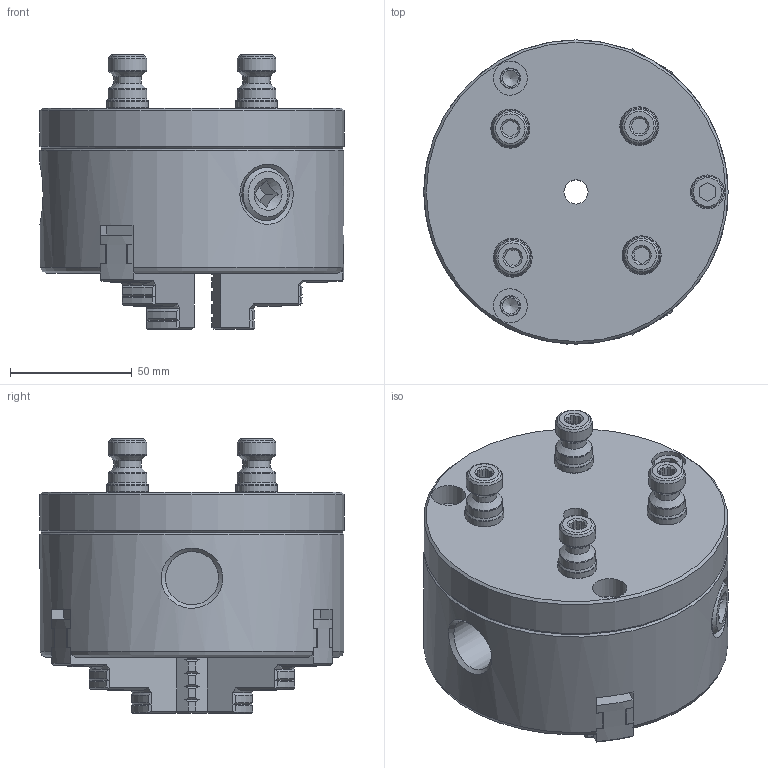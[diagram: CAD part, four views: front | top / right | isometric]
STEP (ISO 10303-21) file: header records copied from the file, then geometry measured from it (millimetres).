
FILE_DESCRIPTION(/* description */ (''),/* implementation_level */ '2;1');
FILE_NAME(/* name */ '',/* time_stamp */ '2025-01-04T18:41:41+08:00',/* author */ (''),/* organization */ (''),/* preprocessor_version */ 'ST-DEVELOPER v11',/* originating_system */ 'SIEMENS PLM Software NX 7.0',/* authorisation */ '');
FILE_SCHEMA (('CONFIG_CONTROL_DESIGN'));
Length unit declared in the file: millimetre
Products named in the file (1): AdmiB736i1qm
Bounding box: 125 x 125 x 112.72 mm (x, y, z)
Volume: 801506.7 mm3; surface area: 130887.9 mm2
Topology: 12 solids, 12 shells, 541 faces, 1392 edges, 906 vertices
Faces by surface type: plane 312, cylinder 99, cone 79, torus 48, bspline 3
Full cylindrical faces by diameter (mm): 6.7 x3, 6.8 x4, 8 x4, 8.5 x7, 10 x1, 12 x8, 13 x1, 14 x7, 15 x8, 16 x4, 18 x1, 21.875 x5, 35.156 x1, 95 x2, 125 x2
Entity records: 17226 total; most frequent: CARTESIAN_POINT 4977, ORIENTED_EDGE 2414, DIRECTION 2380, EDGE_CURVE 1207, VERTEX_POINT 867, AXIS2_PLACEMENT_3D 864, EDGE_LOOP 725, LINE 652
